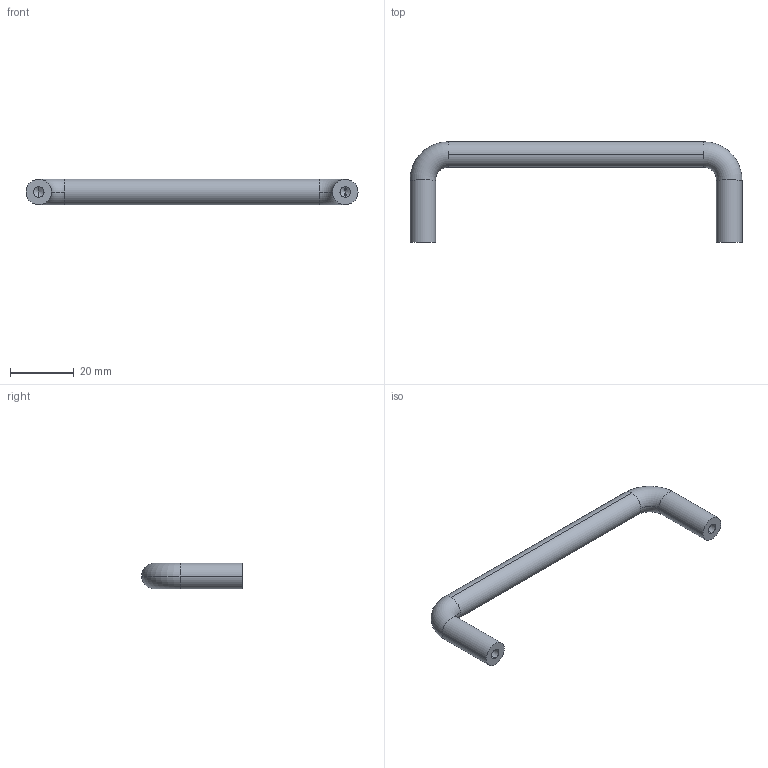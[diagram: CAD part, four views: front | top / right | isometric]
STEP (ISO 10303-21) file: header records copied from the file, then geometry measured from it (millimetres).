
FILE_DESCRIPTION (( 'STEP AP214' ), '1' );
FILE_NAME ('F002820,F002823,F002826,F002829_3D.step', '2022-08-15T13:33:13', ( '' ), ( '' ), 'SwSTEP 2.0', 'SolidWorks 2020', '' );
FILE_SCHEMA (( 'AUTOMOTIVE_DESIGN' ));
Length unit declared in the file: millimetre
Products named in the file (1): F002820,F002823,F002826,F002829_3D
Bounding box: 104 x 31.5 x 8 mm (x, y, z)
Volume: 7105.8 mm3; surface area: 3887.6 mm2
Topology: 1 solids, 1 shells, 20 faces, 46 edges, 26 vertices
Faces by surface type: cylinder 10, torus 4, cone 4, plane 2
Entity records: 624 total; most frequent: DIRECTION 112, CARTESIAN_POINT 89, ORIENTED_EDGE 84, AXIS2_PLACEMENT_3D 49, EDGE_CURVE 42, CIRCLE 28, VERTEX_POINT 26, EDGE_LOOP 22
